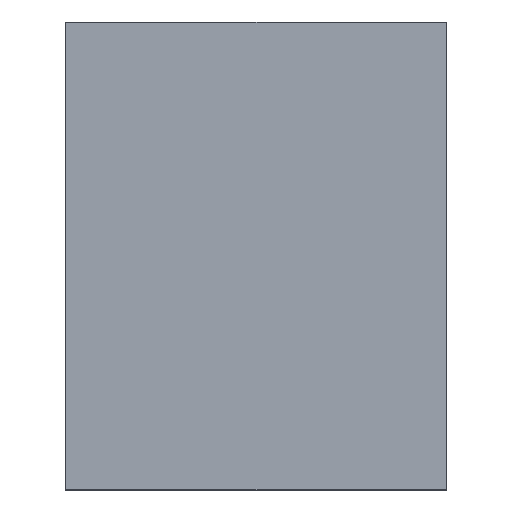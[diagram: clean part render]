
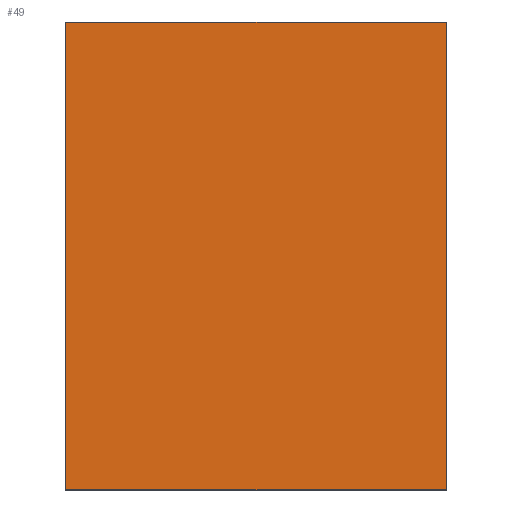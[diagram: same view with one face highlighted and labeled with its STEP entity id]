
A CAD part, left-side view. The second image highlights one B-rep face of the part: STEP entity #49.
In plain terms, the highlighted planar face has unit normal (-1, 0, 0).
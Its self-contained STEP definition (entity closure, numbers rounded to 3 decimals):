
#49 = ADVANCED_FACE ( 'NONE', ( #201 ), #348, .F. ) ;
#50 = EDGE_LOOP ( 'NONE', ( #51, #153, #156, #159 ) ) ;
#51 = ORIENTED_EDGE ( 'NONE', *, *, #52, .T. ) ;
#52 = EDGE_CURVE ( 'NONE', #53, #152, #343, .T. ) ;
#53 = VERTEX_POINT ( 'NONE', #339 ) ;
#152 = VERTEX_POINT ( 'NONE', #561 ) ;
#153 = ORIENTED_EDGE ( 'NONE', *, *, #154, .F. ) ;
#154 = EDGE_CURVE ( 'NONE', #155, #152, #560, .T. ) ;
#155 = VERTEX_POINT ( 'NONE', #419 ) ;
#156 = ORIENTED_EDGE ( 'NONE', *, *, #157, .F. ) ;
#157 = EDGE_CURVE ( 'NONE', #158, #155, #418, .T. ) ;
#158 = VERTEX_POINT ( 'NONE', #414 ) ;
#159 = ORIENTED_EDGE ( 'NONE', *, *, #160, .T. ) ;
#160 = EDGE_CURVE ( 'NONE', #158, #53, #412, .T. ) ;
#201 = FACE_OUTER_BOUND ( 'NONE', #50, .T. ) ;
#339 = CARTESIAN_POINT ( 'NONE',  ( -1.6, 0., -0.8 ) ) ;
#340 = DIRECTION ( 'NONE',  ( 0., 0., 1. ) ) ;
#341 = VECTOR ( 'NONE', #340, 1000. ) ;
#342 = CARTESIAN_POINT ( 'NONE',  ( -1.6, 0., 0.8 ) ) ;
#343 = LINE ( 'NONE', #342, #341 ) ;
#344 = DIRECTION ( 'NONE',  ( 0., 0., -1. ) ) ;
#345 = DIRECTION ( 'NONE',  ( 1., 0., 0. ) ) ;
#346 = CARTESIAN_POINT ( 'NONE',  ( -1.6, 1.3, 0.8 ) ) ;
#347 = AXIS2_PLACEMENT_3D ( 'NONE', #346, #345, #344 ) ;
#348 = PLANE ( 'NONE',  #347 ) ;
#409 = DIRECTION ( 'NONE',  ( 0., -1., 0. ) ) ;
#410 = VECTOR ( 'NONE', #409, 1000. ) ;
#411 = CARTESIAN_POINT ( 'NONE',  ( -1.6, 1.3, -0.8 ) ) ;
#412 = LINE ( 'NONE', #411, #410 ) ;
#414 = CARTESIAN_POINT ( 'NONE',  ( -1.6, 1.3, -0.8 ) ) ;
#415 = DIRECTION ( 'NONE',  ( 0., 0., 1. ) ) ;
#416 = VECTOR ( 'NONE', #415, 1000. ) ;
#417 = CARTESIAN_POINT ( 'NONE',  ( -1.6, 1.3, 0.8 ) ) ;
#418 = LINE ( 'NONE', #417, #416 ) ;
#419 = CARTESIAN_POINT ( 'NONE',  ( -1.6, 1.3, 0.8 ) ) ;
#557 = DIRECTION ( 'NONE',  ( 0., -1., 0. ) ) ;
#558 = VECTOR ( 'NONE', #557, 1000. ) ;
#559 = CARTESIAN_POINT ( 'NONE',  ( -1.6, 1.3, 0.8 ) ) ;
#560 = LINE ( 'NONE', #559, #558 ) ;
#561 = CARTESIAN_POINT ( 'NONE',  ( -1.6, 0., 0.8 ) ) ;
